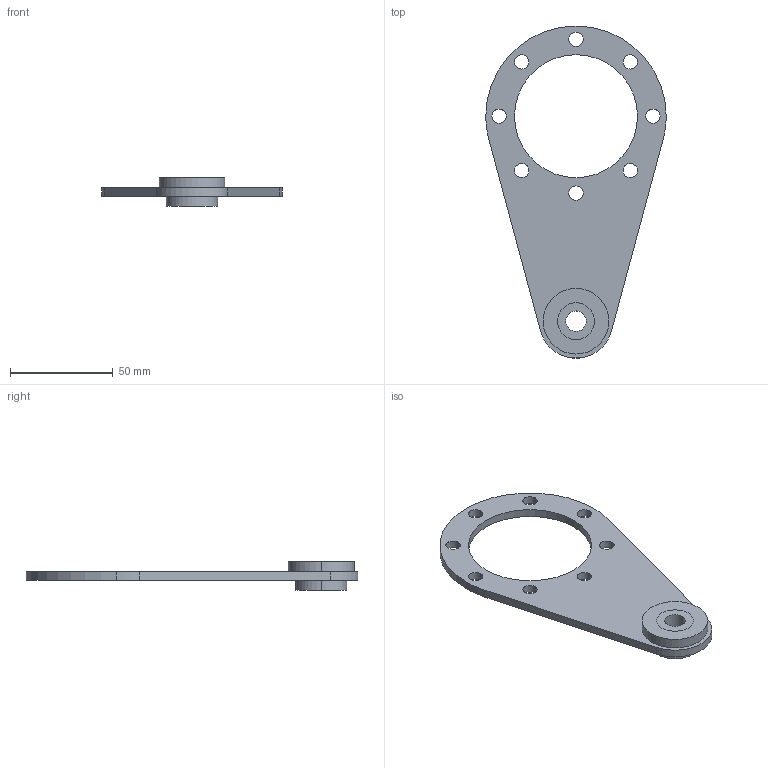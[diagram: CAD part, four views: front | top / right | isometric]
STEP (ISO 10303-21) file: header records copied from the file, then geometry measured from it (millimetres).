
FILE_DESCRIPTION (( 'STEP AP214' ), '1' );
FILE_NAME ('WGA-40M-ACC2.STEP', '2014-10-31T12:52:43', ( '' ), ( '' ), 'SwSTEP 2.0', 'SolidWorks 2014', '' );
FILE_SCHEMA (( 'AUTOMOTIVE_DESIGN' ));
Length unit declared in the file: inch
Products named in the file (1): WGA-40M-ACC2
Bounding box: 88 x 161.93 x 14 mm (x, y, z)
Volume: 32677.9 mm3; surface area: 19476.4 mm2
Topology: 2 solids, 2 shells, 40 faces, 102 edges, 68 vertices
Faces by surface type: cylinder 32, plane 8
Entity records: 1345 total; most frequent: DIRECTION 248, CARTESIAN_POINT 211, ORIENTED_EDGE 204, AXIS2_PLACEMENT_3D 105, EDGE_CURVE 102, VERTEX_POINT 68, CIRCLE 64, EDGE_LOOP 64
